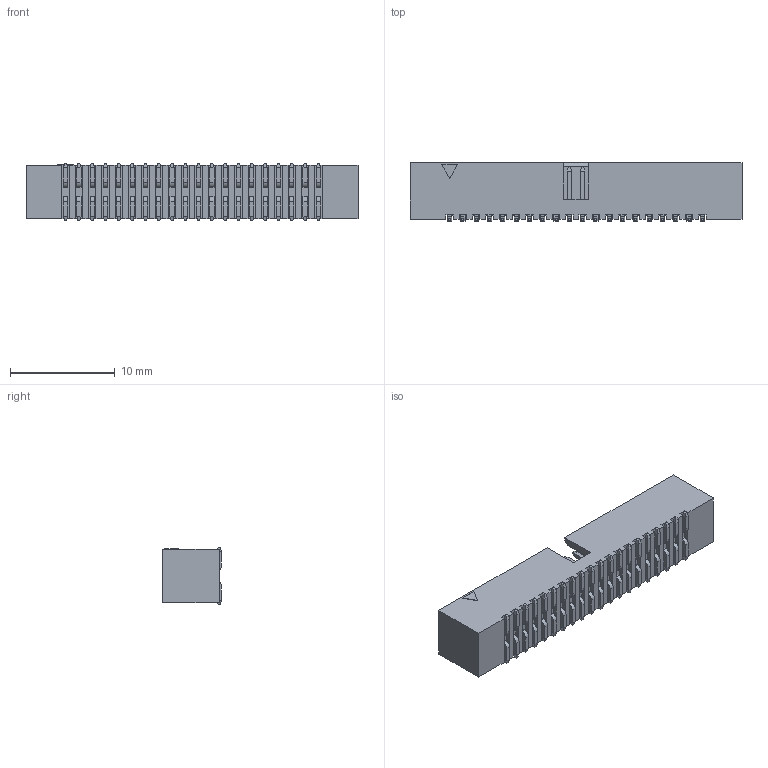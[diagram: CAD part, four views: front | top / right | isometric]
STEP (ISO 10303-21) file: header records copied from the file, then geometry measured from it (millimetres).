
FILE_DESCRIPTION (( 'STEP AP214' ), '1' );
FILE_NAME ('3220-40-0300.STEP', '2017-08-21T14:54:37', ( '' ), ( '' ), 'SwSTEP 2.0', 'SolidWorks 2016', '' );
FILE_SCHEMA (( 'AUTOMOTIVE_DESIGN' ));
Length unit declared in the file: millimetre
Products named in the file (3): 00-H; 3220-40-0300; 00-T-SMT
Assembly tree (2 placements, depth 2):
  3220-40-0300
    00-H
    00-T-SMT
Bounding box: 31.7 x 5.6 x 5.5 mm (x, y, z)
Volume: 483.6 mm3; surface area: 1441.2 mm2
Topology: 41 solids, 41 shells, 823 faces, 1896 edges, 1156 vertices
Faces by surface type: plane 743, cylinder 80
Entity records: 22959 total; most frequent: CARTESIAN_POINT 3880, ORIENTED_EDGE 3792, DIRECTION 3712, EDGE_CURVE 1896, LINE 1736, VECTOR 1736, VERTEX_POINT 1156, AXIS2_PLACEMENT_3D 988
